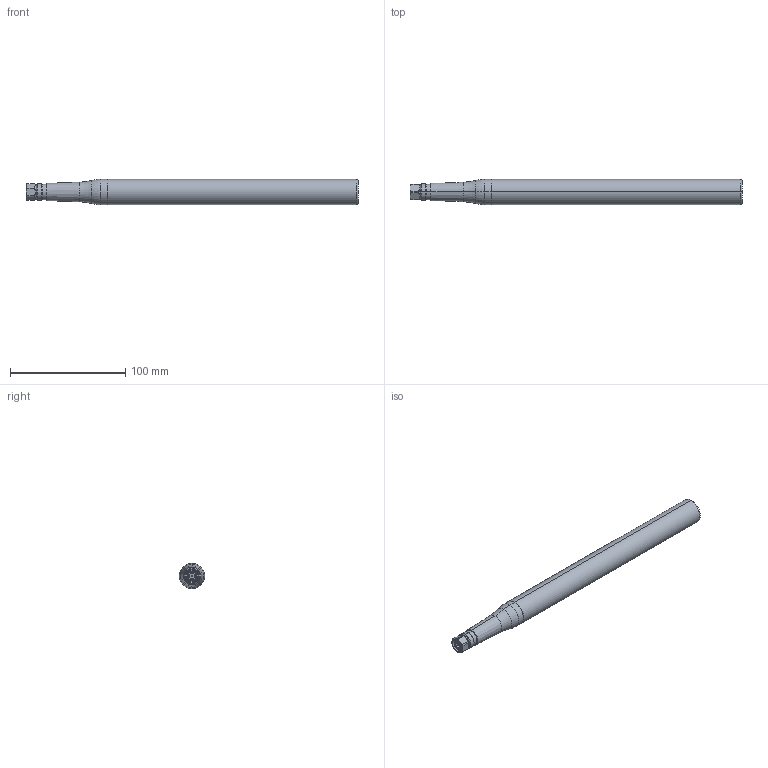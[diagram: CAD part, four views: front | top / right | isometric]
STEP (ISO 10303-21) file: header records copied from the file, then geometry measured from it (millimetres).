
FILE_DESCRIPTION (( 'STEP AP214' ), '1' );
FILE_NAME ('Spring_Antenna_Length290mm_Shape_3D.STEP', '2025-10-29T16:17:26', ( '' ), ( '' ), 'SwSTEP 2.0', 'SolidWorks 2025', '' );
FILE_SCHEMA (( 'AUTOMOTIVE_DESIGN' ));
Length unit declared in the file: millimetre
Products named in the file (1): Spring_Antenna_Length290mm_Shape_3D
Bounding box: 287.97 x 22 x 22 mm (x, y, z)
Volume: 98177.7 mm3; surface area: 20437.9 mm2
Topology: 1 solids, 2 shells, 182 faces, 397 edges, 226 vertices
Faces by surface type: cone 72, cylinder 57, plane 35, torus 18
Entity records: 5138 total; most frequent: CARTESIAN_POINT 1142, DIRECTION 899, ORIENTED_EDGE 794, EDGE_CURVE 397, AXIS2_PLACEMENT_3D 391, VERTEX_POINT 226, CIRCLE 208, EDGE_LOOP 191
